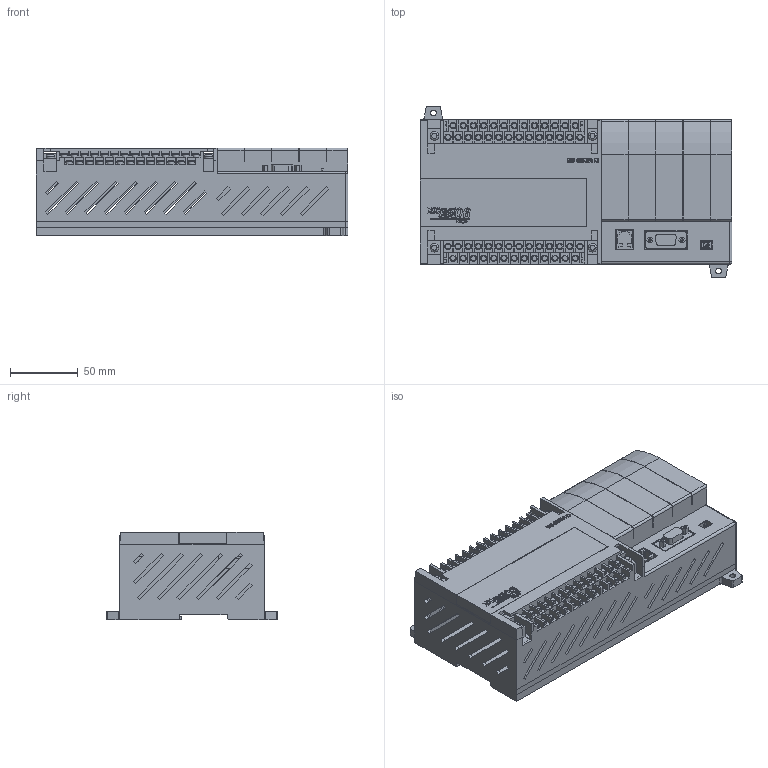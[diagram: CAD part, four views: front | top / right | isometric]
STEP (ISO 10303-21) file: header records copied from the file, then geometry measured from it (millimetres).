
FILE_DESCRIPTION (( 'STEP AP214' ), '1' );
FILE_NAME ('D0-06DR-D.STEP', '2011-01-28T15:35:07', ( '.ADC' ), ( 'ADC' ), 'SwSTEP 2.0', 'SolidWorks 2009', '' );
FILE_SCHEMA (( 'AUTOMOTIVE_DESIGN' ));
Length unit declared in the file: inch
Products named in the file (1): D0-06DR-D
Bounding box: 230.89 x 127.11 x 65.15 mm (x, y, z)
Volume: 262229.2 mm3; surface area: 199372.7 mm2
Topology: 1 solids, 5 shells, 1449 faces, 3873 edges, 2514 vertices
Faces by surface type: plane 938, cylinder 189, bspline 189, torus 118, cone 14, sphere 1
Entity records: 72187 total; most frequent: CARTESIAN_POINT 18776, ORIENTED_EDGE 7720, DIRECTION 6605, EDGE_CURVE 3860, VECTOR 2855, LINE 2855, VERTEX_POINT 2514, AXIS2_PLACEMENT_3D 1875
